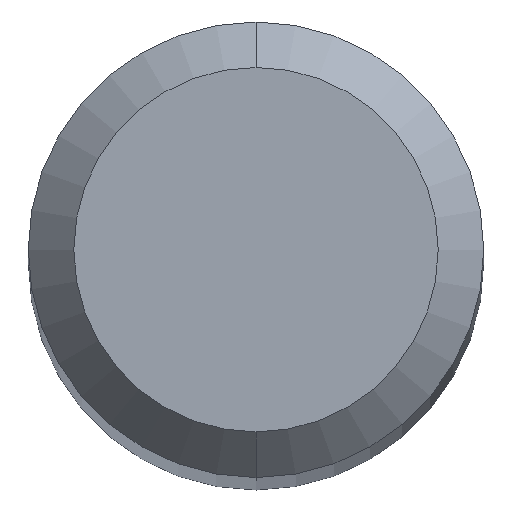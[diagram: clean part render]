
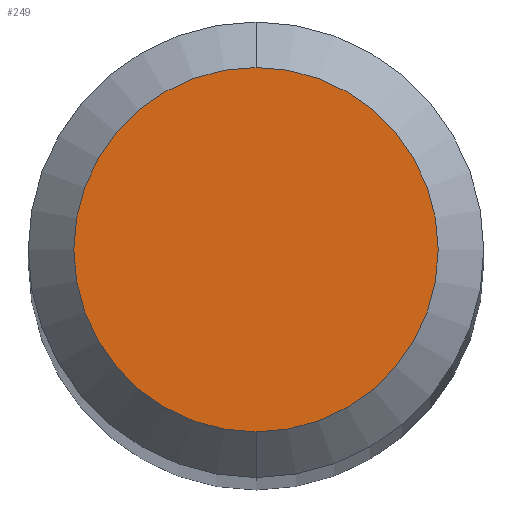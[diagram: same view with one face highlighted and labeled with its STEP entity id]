
A CAD part, top view. The second image highlights one B-rep face of the part: STEP entity #249.
In plain terms, the highlighted planar face has unit normal (0, 0, 1).
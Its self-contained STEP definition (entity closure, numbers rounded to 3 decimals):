
#249=ADVANCED_FACE('',(#551),#552,.T.);
#251=EDGE_CURVE('',#319,#297,#554,.T.);
#297=VERTEX_POINT('',#602);
#319=VERTEX_POINT('',#625);
#371=EDGE_CURVE('',#297,#319,#684,.T.);
#551=FACE_OUTER_BOUND('',#950,.T.);
#552=PLANE('',#951);
#554=CIRCLE('',#954,1.2);
#602=CARTESIAN_POINT('',(0.0,1.2,0.0));
#625=CARTESIAN_POINT('',(0.,-1.2,0.0));
#684=CIRCLE('',#1215,1.2);
#950=EDGE_LOOP('',(#1493,#1494));
#951=AXIS2_PLACEMENT_3D('',#1495,#1496,#1497);
#954=AXIS2_PLACEMENT_3D('',#1498,#1499,#1500);
#1215=AXIS2_PLACEMENT_3D('',#1626,#1627,#1628);
#1493=ORIENTED_EDGE('',*,*,#371,.F.);
#1494=ORIENTED_EDGE('',*,*,#251,.F.);
#1495=CARTESIAN_POINT('',(0.0,0.6,0.0));
#1496=DIRECTION('',(-0.0,0.0,1.0));
#1497=DIRECTION('',(0.0,-1.0,0.0));
#1498=CARTESIAN_POINT('',(0.0,0.0,0.0));
#1499=DIRECTION('',(0.0,0.0,-1.0));
#1500=DIRECTION('',(0.0,1.0,0.0));
#1626=CARTESIAN_POINT('',(0.0,0.0,0.0));
#1627=DIRECTION('',(0.0,0.0,-1.0));
#1628=DIRECTION('',(0.0,1.0,0.0));
